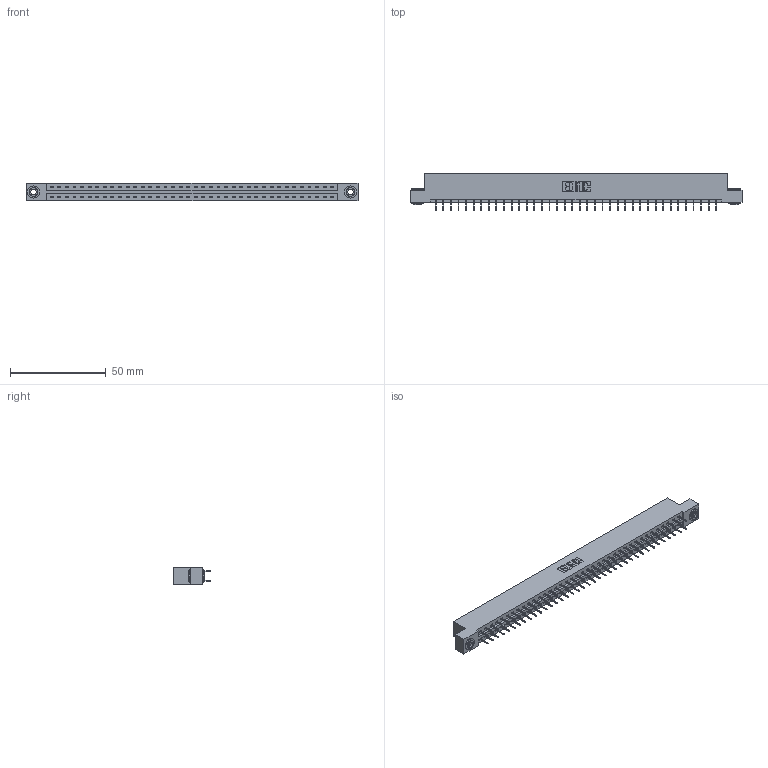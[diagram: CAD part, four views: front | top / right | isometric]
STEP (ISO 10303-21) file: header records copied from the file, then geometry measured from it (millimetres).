
FILE_DESCRIPTION (( 'STEP AP203' ), '1' );
FILE_NAME ('387-076-524-203.STEP', '2019-10-22T03:23:23', ( '' ), ( '' ), 'SwSTEP 2.0', 'SolidWorks 2016', '' );
FILE_SCHEMA (( 'CONFIG_CONTROL_DESIGN' ));
Length unit declared in the file: inch
Products named in the file (4): 345-292-001_345-293-124; 337 Part_Flush Mounting Lugs - 0.156 Dia-TH; 387-076-524-203; 345-250-002_345-250-002-102
Assembly tree (79 placements, depth 2):
  387-076-524-203
    337 Part_Flush Mounting Lugs - 0.156 Dia-TH
    345-292-001_345-293-124  x76
    345-250-002_345-250-002-102  x2
Bounding box: 173.58 x 19.69 x 9.4 mm (x, y, z)
Volume: 18144.8 mm3; surface area: 20342 mm2
Topology: 79 solids, 79 shells, 4560 faces, 12927 edges, 8310 vertices
Faces by surface type: plane 3424, cylinder 1128, cone 8
Entity records: 30704 total; most frequent: CARTESIAN_POINT 5149, ORIENTED_EDGE 5078, DIRECTION 4421, EDGE_CURVE 2539, VECTOR 2391, LINE 2391, VERTEX_POINT 1686, AXIS2_PLACEMENT_3D 1015
